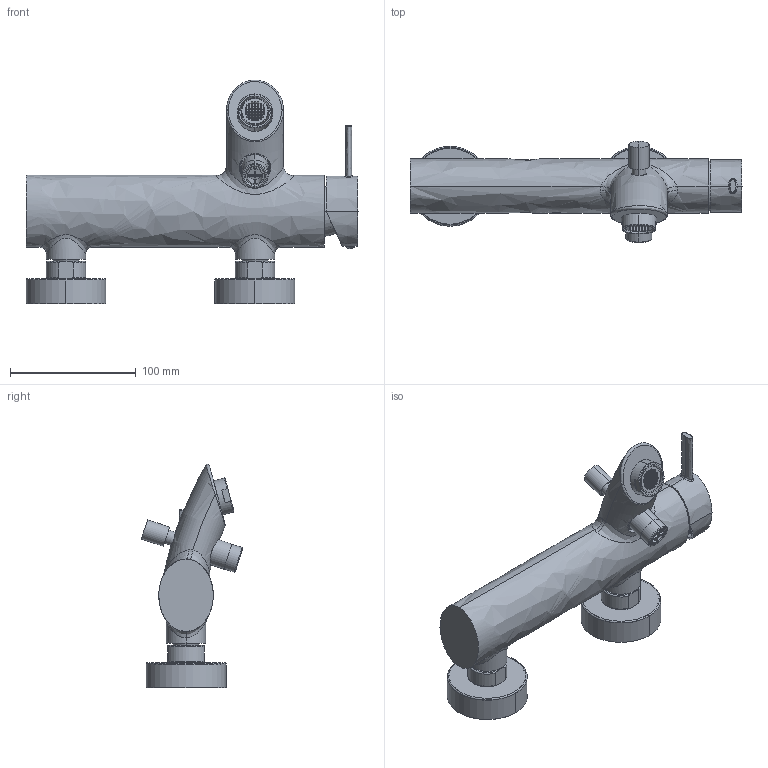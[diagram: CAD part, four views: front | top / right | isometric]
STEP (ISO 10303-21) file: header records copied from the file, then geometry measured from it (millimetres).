
FILE_DESCRIPTION((''),'2;1');
FILE_NAME('BR022CR','2021-11-08T09:24:44',('ut3'),('PAFFONI SpA'),'CREO PARAMETRIC BY PTC INC, 2020044','CREO PARAMETRIC BY PTC INC, 2020044','');
FILE_SCHEMA(('CONFIG_CONTROL_DESIGN','SHAPE_APPEARANCE_LAYERS_GROUPS'));
Products named in the file (1): BR022CR
Bounding box: 263.55 x 80.39 x 177.68 mm (x, y, z)
Volume: 298622.7 mm3; surface area: 194180.3 mm2
Topology: 3 solids, 3 shells, 2898 faces, 8157 edges, 5300 vertices
Faces by surface type: plane 2208, cylinder 387, cone 131, torus 106, bspline 38, extrusion 13, sphere 10, revolution 5
Entity records: 126610 total; most frequent: CARTESIAN_POINT 29180, ORIENTED_EDGE 16274, DIRECTION 15389, EDGE_CURVE 8137, VECTOR 5410, LINE 5397, VERTEX_POINT 5300, AXIS2_PLACEMENT_3D 4987
